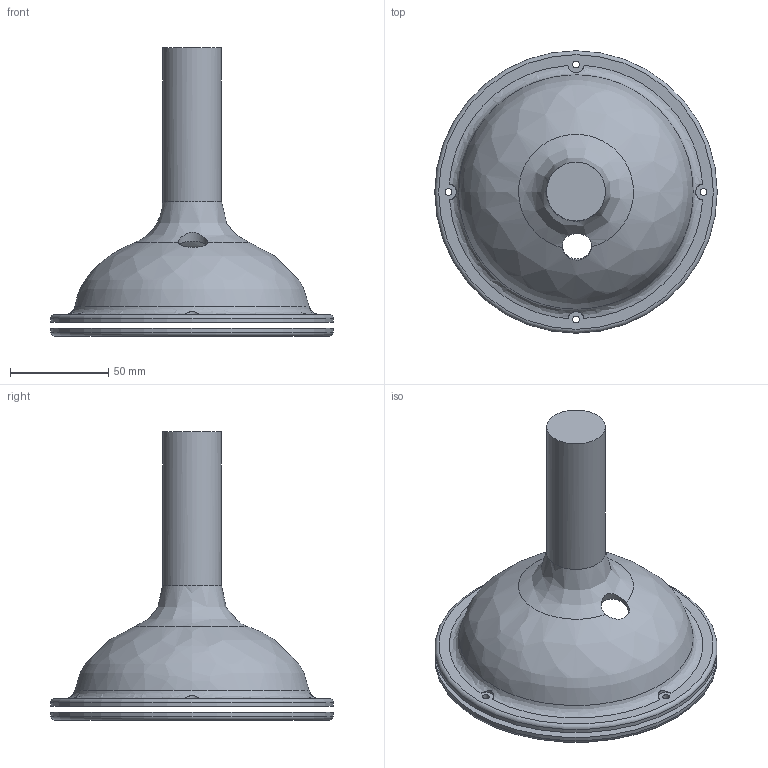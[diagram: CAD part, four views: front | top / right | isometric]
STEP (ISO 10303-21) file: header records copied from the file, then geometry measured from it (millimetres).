
FILE_DESCRIPTION(/* description */ (''),/* implementation_level */ '2;1');
FILE_NAME(/* name */ 'd0cd40b7-6368-480f-bd74-8282b17b9f11.stp',/* time_stamp */ '2021-04-17T14:48:08+00:00',/* author */ (''),/* organization */ (''),/* preprocessor_version */ 'ST-DEVELOPER v18.1',/* originating_system */ 'Autodesk Translation Framework v10.6.0.1341',/* authorisation */ '');
FILE_SCHEMA (('AUTOMOTIVE_DESIGN { 1 0 10303 214 3 1 1 }'));
Length unit declared in the file: millimetre
Products named in the file (1): bowl2
Bounding box: 144 x 144 x 147 mm (x, y, z)
Volume: 157475.1 mm3; surface area: 67661.3 mm2
Topology: 2 solids, 2 shells, 96 faces, 230 edges, 138 vertices
Faces by surface type: cylinder 49, torus 18, plane 13, sphere 8, bspline 4, cone 4
Full cylindrical faces by diameter (mm): 3.5 x8, 15 x1, 30 x1, 114 x1, 144 x2
Entity records: 3487 total; most frequent: CARTESIAN_POINT 1134, DIRECTION 529, ORIENTED_EDGE 458, EDGE_CURVE 229, AXIS2_PLACEMENT_3D 228, VERTEX_POINT 138, CIRCLE 135, EDGE_LOOP 117
